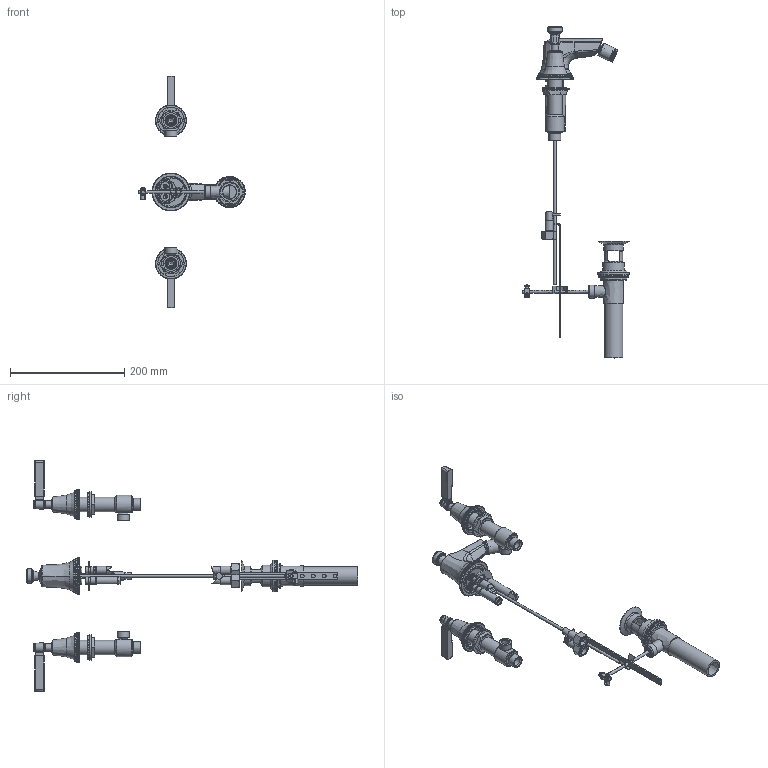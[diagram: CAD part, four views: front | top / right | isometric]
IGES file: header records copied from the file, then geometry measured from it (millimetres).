
Global section: file name: V6KA13-M MB; native system: Autodesk Inventor 2018; preprocessor: unknown; author: mblakey; date: 20180201.154236; units: millimetre
Bounding box: 186.5 x 580.3 x 403.8 mm (x, y, z)
Volume: 525025.7 mm3; surface area: 242520.3 mm2
Topology: 56 solids, 62 shells, 4417 faces, 11567 edges, 7576 vertices
Faces by surface type: bspline 4417
